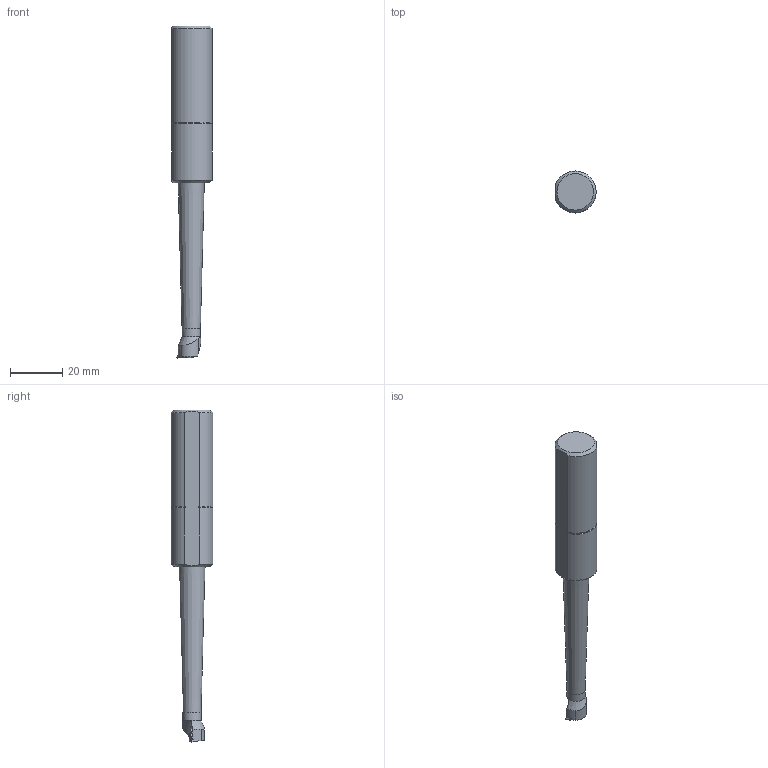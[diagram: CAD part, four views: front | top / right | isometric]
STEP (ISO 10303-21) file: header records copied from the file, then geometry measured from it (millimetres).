
FILE_DESCRIPTION(/* description */ (''),/* implementation_level */ '2;1');
FILE_NAME(/* name */ '1558091218182.stp',/* time_stamp */ '2019-05-17T13:07:03+02:00',/* author */ (''),/* organization */ ('SMS'),/* preprocessor_version */ 'ST-DEVELOPER v15',/* originating_system */ 'SIEMENS PLM Software NX 8.5',/* authorisation */ '');
FILE_SCHEMA (('AUTOMOTIVE_DESIGN { 1 0 10303 214 3 1 1 1 }'));
Length unit declared in the file: millimetre
Products named in the file (4): IsoTurningInsert; ASSEMBLY_CONSTRUCTION; 202264845mod000_00; 111168565mod000_01
Assembly tree (3 placements, depth 2):
  111168565mod000_01
    202264845mod000_00
    ASSEMBLY_CONSTRUCTION
    IsoTurningInsert
Bounding box: 15.4 x 15.98 x 127 mm (x, y, z)
Volume: 15462.9 mm3; surface area: 5161.1 mm2
Topology: 2 solids, 2 shells, 41 faces, 106 edges, 74 vertices
Faces by surface type: plane 18, cylinder 9, cone 9, torus 5
Full cylindrical faces by diameter (mm): 2.2 x2, 7 x1
Entity records: 1430 total; most frequent: CARTESIAN_POINT 352, DIRECTION 212, ORIENTED_EDGE 166, AXIS2_PLACEMENT_3D 88, EDGE_CURVE 83, VERTEX_POINT 60, EDGE_LOOP 57, ADVANCED_FACE 41
